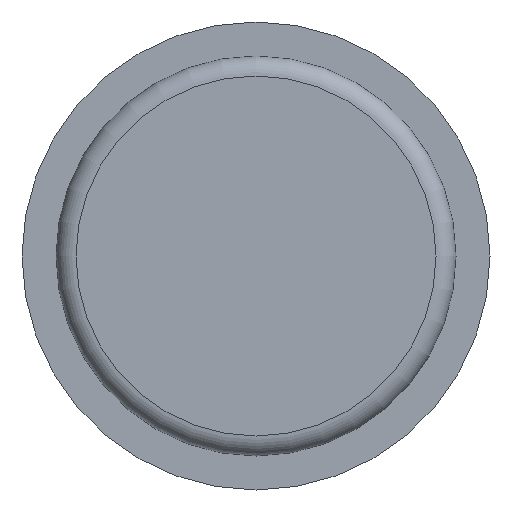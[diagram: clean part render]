
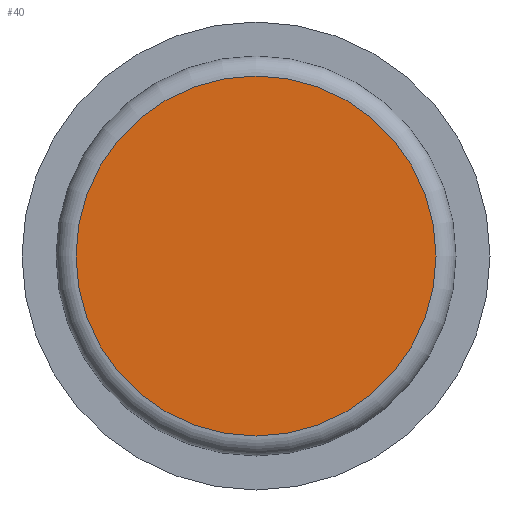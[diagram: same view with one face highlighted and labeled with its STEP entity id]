
A CAD part, front view. The second image highlights one B-rep face of the part: STEP entity #40.
In plain terms, the highlighted planar face has unit normal (0, -1, 0).
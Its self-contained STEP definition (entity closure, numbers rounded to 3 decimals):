
#40 = ADVANCED_FACE( '', ( #81 ), #82, .F. );
#81 = FACE_OUTER_BOUND( '', #119, .T. );
#82 = PLANE( '', #120 );
#119 = EDGE_LOOP( '', ( #159 ) );
#120 = AXIS2_PLACEMENT_3D( '', #160, #161, #162 );
#159 = ORIENTED_EDGE( '', *, *, #186, .T. );
#160 = CARTESIAN_POINT( '', ( 45., -48., 0. ) );
#161 = DIRECTION( '', ( 0., 1., 0. ) );
#162 = DIRECTION( '', ( 0., 0., 1. ) );
#186 = EDGE_CURVE( '', #205, #205, #206, .T. );
#205 = VERTEX_POINT( '', #227 );
#206 = CIRCLE( '', #228, 45. );
#227 = CARTESIAN_POINT( '', ( 0., -48., -45. ) );
#228 = AXIS2_PLACEMENT_3D( '', #250, #251, #252 );
#250 = CARTESIAN_POINT( '', ( 0., -48., 0. ) );
#251 = DIRECTION( '', ( 0., -1., 0. ) );
#252 = DIRECTION( '', ( 0., 0., -1. ) );
